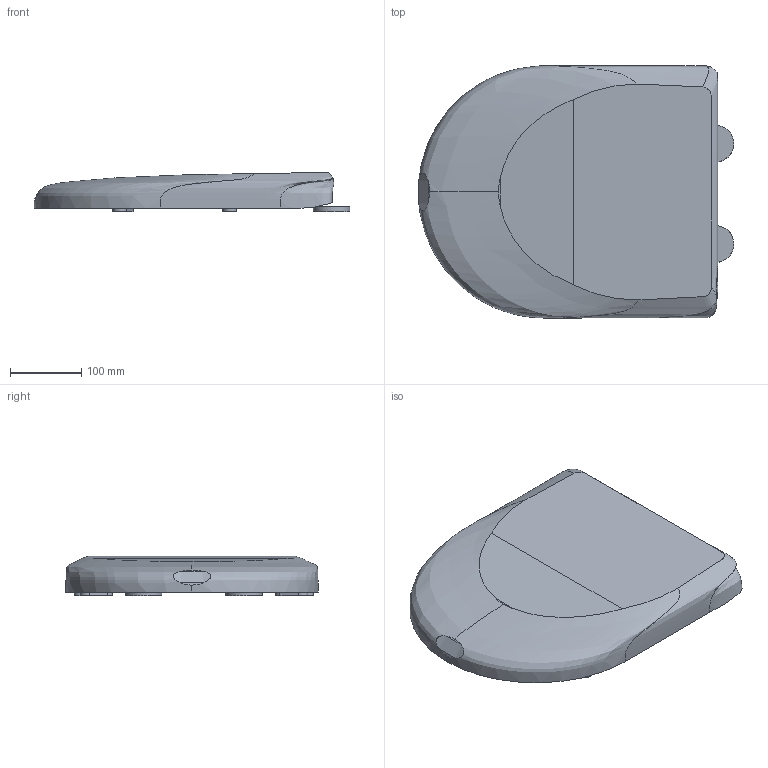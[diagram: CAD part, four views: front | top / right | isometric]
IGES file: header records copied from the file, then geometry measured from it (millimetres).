
Global section: file name: SS.1028 Compact Carbamide Soft Close Seat; native system: AutoCAD 2016 - English; preprocessor: Autodesk Translation Framework DWG producer (atf_dwg_producer); organization: unknown; date: 20170502.153737; units: millimetre
Bounding box: 442.72 x 353.59 x 55 mm (x, y, z)
Volume: 4627810.6 mm3; surface area: 343582.5 mm2
Topology: 1 solids, 1 shells, 51 faces, 137 edges, 94 vertices
Faces by surface type: bspline 51
